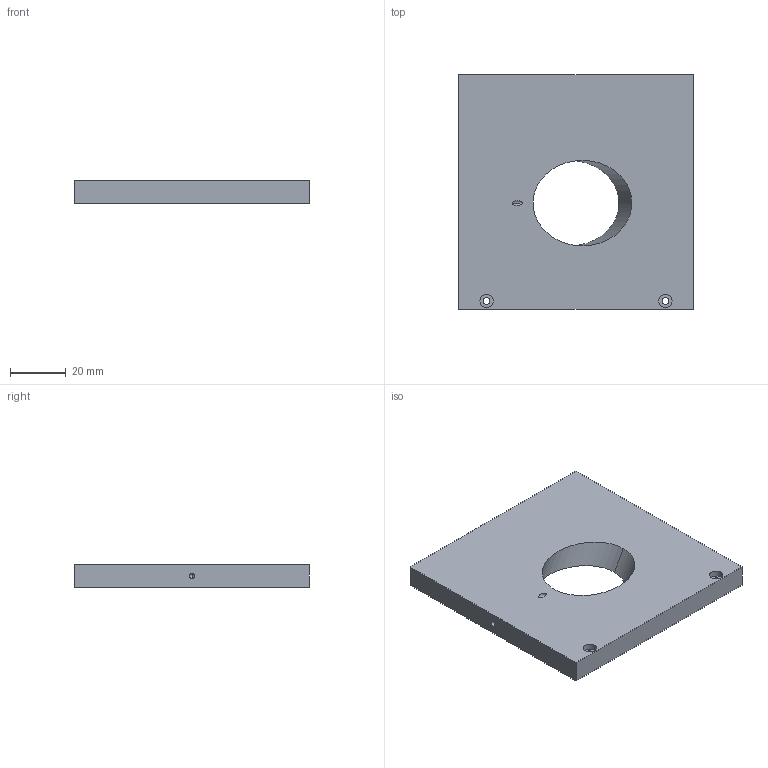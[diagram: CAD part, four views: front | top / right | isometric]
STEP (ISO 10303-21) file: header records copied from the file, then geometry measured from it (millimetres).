
FILE_DESCRIPTION (( 'STEP AP214' ), '1' );
FILE_NAME ('cover_front.STEP', '2021-08-18T04:15:03', ( '' ), ( '' ), 'SwSTEP 2.0', 'SolidWorks 2019', '' );
FILE_SCHEMA (( 'AUTOMOTIVE_DESIGN' ));
Length unit declared in the file: millimetre
Products named in the file (1): cover_front
Bounding box: 84 x 84 x 8 mm (x, y, z)
Volume: 49388.9 mm3; surface area: 16414.9 mm2
Topology: 1 solids, 1 shells, 36 faces, 89 edges, 52 vertices
Faces by surface type: cylinder 20, cone 8, plane 8
Entity records: 1191 total; most frequent: CARTESIAN_POINT 214, DIRECTION 179, ORIENTED_EDGE 162, EDGE_CURVE 81, AXIS2_PLACEMENT_3D 69, VERTEX_POINT 52, EDGE_LOOP 49, VECTOR 41
